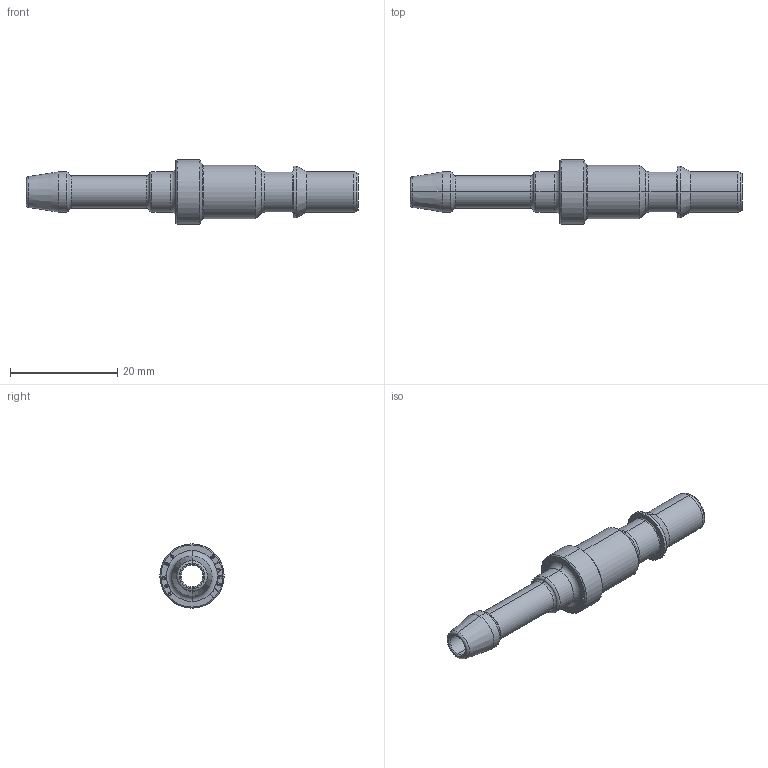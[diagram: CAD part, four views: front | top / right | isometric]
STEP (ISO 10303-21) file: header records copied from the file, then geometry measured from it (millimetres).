
FILE_DESCRIPTION (( 'STEP AP214' ), '1' );
FILE_NAME ('RBE06.6806.STEP', '2020-02-14T08:58:48', ( '' ), ( '' ), 'SwSTEP 2.0', 'SolidWorks 2019', '' );
FILE_SCHEMA (( 'AUTOMOTIVE_DESIGN' ));
Length unit declared in the file: millimetre
Products named in the file (1): RBE06.6806
Bounding box: 62 x 12 x 12 mm (x, y, z)
Volume: 2037.1 mm3; surface area: 2633.3 mm2
Topology: 1 solids, 1 shells, 446 faces, 1216 edges, 794 vertices
Faces by surface type: plane 331, cylinder 77, torus 20, cone 18
Entity records: 18864 total; most frequent: CARTESIAN_POINT 2457, ORIENTED_EDGE 2432, DIRECTION 2310, EDGE_CURVE 1216, LINE 1016, VECTOR 1016, VERTEX_POINT 794, AXIS2_PLACEMENT_3D 647
